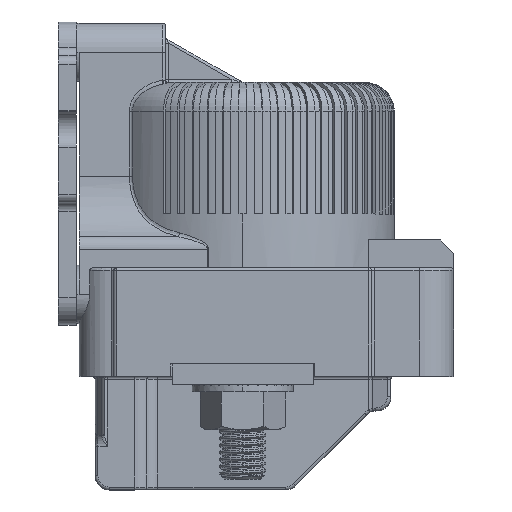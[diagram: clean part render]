
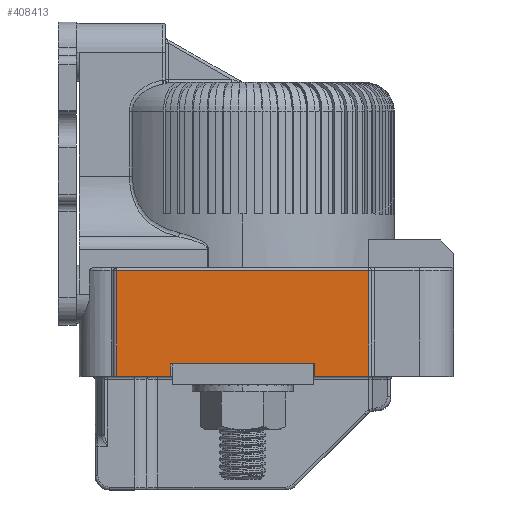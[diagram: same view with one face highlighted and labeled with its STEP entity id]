
A CAD part, top view. The second image highlights one B-rep face of the part: STEP entity #408413.
In plain terms, the highlighted planar face has unit normal (0, 0, 1).
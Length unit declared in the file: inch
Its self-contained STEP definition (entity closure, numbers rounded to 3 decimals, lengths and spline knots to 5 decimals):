
#4202 = LINE ( 'NONE', #546592, #259685 ) ;
#5296 = EDGE_CURVE ( 'NONE', #623742, #91781, #127087, .T. ) ;
#12084 = VECTOR ( 'NONE', #146686, 39.37008 ) ;
#15710 = CARTESIAN_POINT ( 'NONE',  ( 0.5, -1.80092, 1.18 ) ) ;
#19132 = CARTESIAN_POINT ( 'NONE',  ( -0.8775, -1.13092, 1.18 ) ) ;
#25172 = CARTESIAN_POINT ( 'NONE',  ( 0.8775, -1.88592, 1.18 ) ) ;
#33664 = EDGE_CURVE ( 'NONE', #352009, #576041, #296201, .T. ) ;
#40795 = VECTOR ( 'NONE', #121632, 39.37008 ) ;
#60571 = LINE ( 'NONE', #126020, #316175 ) ;
#63031 = VERTEX_POINT ( 'NONE', #15710 ) ;
#66258 = CARTESIAN_POINT ( 'NONE',  ( 0.8775, -1.13092, 1.18 ) ) ;
#67372 = DIRECTION ( 'NONE',  ( 0., -1., 0. ) ) ;
#83648 = VERTEX_POINT ( 'NONE', #184272 ) ;
#91781 = VERTEX_POINT ( 'NONE', #596483 ) ;
#95414 = CARTESIAN_POINT ( 'NONE',  ( 0.86375, -1.88592, 1.18 ) ) ;
#98269 = EDGE_CURVE ( 'NONE', #83648, #63031, #60571, .T. ) ;
#98322 = ORIENTED_EDGE ( 'NONE', *, *, #5296, .T. ) ;
#116169 = DIRECTION ( 'NONE',  ( -1., 0., 0. ) ) ;
#121440 = EDGE_CURVE ( 'NONE', #63031, #352009, #4202, .T. ) ;
#121632 = DIRECTION ( 'NONE',  ( 0., -1., 0. ) ) ;
#126020 = CARTESIAN_POINT ( 'NONE',  ( 0.5, -1.88592, 1.18 ) ) ;
#127087 = LINE ( 'NONE', #66258, #367592 ) ;
#134672 = EDGE_CURVE ( 'NONE', #623742, #83648, #329142, .T. ) ;
#136904 = CARTESIAN_POINT ( 'NONE',  ( -0.5, -1.80092, 1.18 ) ) ;
#142318 = CARTESIAN_POINT ( 'NONE',  ( -0.8775, -1.15092, 1.18 ) ) ;
#146686 = DIRECTION ( 'NONE',  ( -1., 0., 0. ) ) ;
#184272 = CARTESIAN_POINT ( 'NONE',  ( 0.5, -1.88592, 1.18 ) ) ;
#185321 = CARTESIAN_POINT ( 'NONE',  ( 0.86375, -1.13092, 1.18 ) ) ;
#190611 = DIRECTION ( 'NONE',  ( -1., 0., 0. ) ) ;
#199083 = VERTEX_POINT ( 'NONE', #267480 ) ;
#218786 = CARTESIAN_POINT ( 'NONE',  ( -0.8775, -1.15092, 1.18 ) ) ;
#227833 = LINE ( 'NONE', #19132, #596283 ) ;
#233614 = DIRECTION ( 'NONE',  ( 1., 0., 0. ) ) ;
#237888 = DIRECTION ( 'NONE',  ( -1., 0., 0. ) ) ;
#259685 = VECTOR ( 'NONE', #237888, 39.37008 ) ;
#267480 = CARTESIAN_POINT ( 'NONE',  ( -0.8775, -1.88592, 1.18 ) ) ;
#275046 = EDGE_CURVE ( 'NONE', #418641, #199083, #227833, .T. ) ;
#288058 = FACE_OUTER_BOUND ( 'NONE', #601129, .T. ) ;
#294935 = ORIENTED_EDGE ( 'NONE', *, *, #98269, .F. ) ;
#296201 = LINE ( 'NONE', #409496, #40795 ) ;
#300418 = ORIENTED_EDGE ( 'NONE', *, *, #33664, .F. ) ;
#314194 = VECTOR ( 'NONE', #116169, 39.37008 ) ;
#316175 = VECTOR ( 'NONE', #462170, 39.37008 ) ;
#329142 = LINE ( 'NONE', #95414, #314194 ) ;
#352009 = VERTEX_POINT ( 'NONE', #136904 ) ;
#367592 = VECTOR ( 'NONE', #595737, 39.37008 ) ;
#380277 = LINE ( 'NONE', #434439, #12084 ) ;
#408413 = ADVANCED_FACE ( 'NONE', ( #288058 ), #422887, .T. ) ;
#409496 = CARTESIAN_POINT ( 'NONE',  ( -0.5, -1.80092, 1.18 ) ) ;
#418641 = VERTEX_POINT ( 'NONE', #218786 ) ;
#422887 = PLANE ( 'NONE',  #538658 ) ;
#427172 = ORIENTED_EDGE ( 'NONE', *, *, #588560, .F. ) ;
#432926 = ORIENTED_EDGE ( 'NONE', *, *, #275046, .T. ) ;
#434439 = CARTESIAN_POINT ( 'NONE',  ( -0.5, -1.88592, 1.18 ) ) ;
#462170 = DIRECTION ( 'NONE',  ( 0., 1., 0. ) ) ;
#498000 = CARTESIAN_POINT ( 'NONE',  ( -0.5, -1.88592, 1.18 ) ) ;
#513333 = VECTOR ( 'NONE', #190611, 39.37008 ) ;
#521590 = DIRECTION ( 'NONE',  ( 0., 0., 1. ) ) ;
#528286 = LINE ( 'NONE', #142318, #513333 ) ;
#536524 = ORIENTED_EDGE ( 'NONE', *, *, #134672, .F. ) ;
#538658 = AXIS2_PLACEMENT_3D ( 'NONE', #185321, #521590, #233614 ) ;
#546592 = CARTESIAN_POINT ( 'NONE',  ( 0.5, -1.80092, 1.18 ) ) ;
#549327 = EDGE_CURVE ( 'NONE', #91781, #418641, #528286, .T. ) ;
#576041 = VERTEX_POINT ( 'NONE', #498000 ) ;
#588560 = EDGE_CURVE ( 'NONE', #576041, #199083, #380277, .T. ) ;
#595737 = DIRECTION ( 'NONE',  ( 0., 1., 0. ) ) ;
#596283 = VECTOR ( 'NONE', #67372, 39.37008 ) ;
#596483 = CARTESIAN_POINT ( 'NONE',  ( 0.8775, -1.15092, 1.18 ) ) ;
#600384 = ORIENTED_EDGE ( 'NONE', *, *, #549327, .T. ) ;
#601129 = EDGE_LOOP ( 'NONE', ( #98322, #600384, #432926, #427172, #300418, #621099, #294935, #536524 ) ) ;
#621099 = ORIENTED_EDGE ( 'NONE', *, *, #121440, .F. ) ;
#623742 = VERTEX_POINT ( 'NONE', #25172 ) ;
